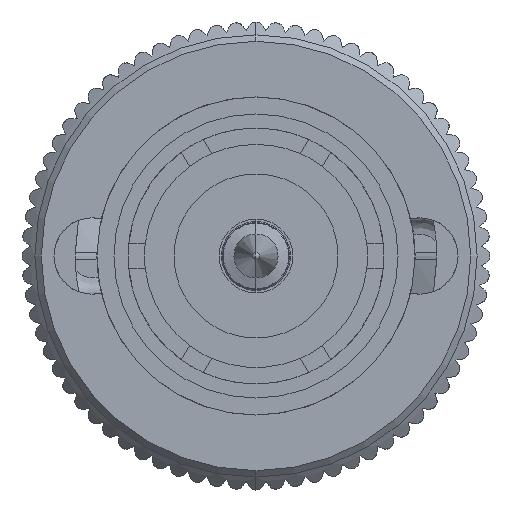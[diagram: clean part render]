
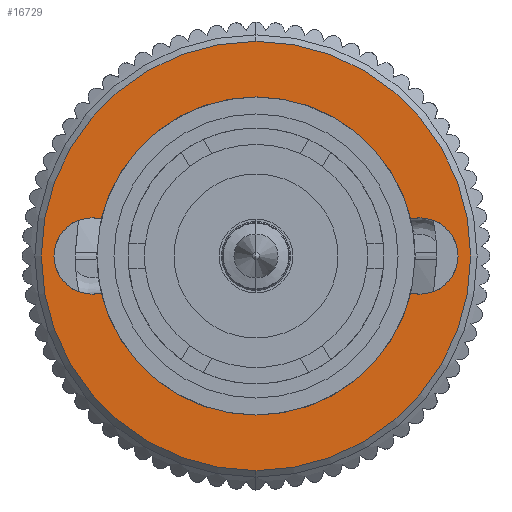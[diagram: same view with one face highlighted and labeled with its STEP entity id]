
A CAD part, left-side view. The second image highlights one B-rep face of the part: STEP entity #16729.
In plain terms, the highlighted face is planar.
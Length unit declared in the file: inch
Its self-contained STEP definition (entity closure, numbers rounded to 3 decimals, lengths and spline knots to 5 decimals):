
#303 = AXIS2_PLACEMENT_3D ( 'NONE', #16078, #2879, #4022 ) ;
#394 = CIRCLE ( 'NONE', #16422, 0.194 ) ;
#671 = CARTESIAN_POINT ( 'NONE',  ( 0., 0., 0. ) ) ;
#683 = CIRCLE ( 'NONE', #7403, 0.194 ) ;
#764 = EDGE_LOOP ( 'NONE', ( #10356, #8045, #7944, #11934, #4691, #12400, #13275, #14214, #17208, #15455 ) ) ;
#892 = AXIS2_PLACEMENT_3D ( 'NONE', #10109, #17410, #12866 ) ;
#1213 = PLANE ( 'NONE',  #892 ) ;
#1378 = CARTESIAN_POINT ( 'NONE',  ( 0., -0.2, 0. ) ) ;
#1383 = FACE_BOUND ( 'NONE', #764, .T. ) ;
#1714 = CIRCLE ( 'NONE', #303, 0.0465 ) ;
#2019 = DIRECTION ( 'NONE',  ( 1., 0., 0. ) ) ;
#2087 = CARTESIAN_POINT ( 'NONE',  ( 0.26181, 0., 0. ) ) ;
#2186 = DIRECTION ( 'NONE',  ( 0., 0., 1. ) ) ;
#2190 = VERTEX_POINT ( 'NONE', #12916 ) ;
#2339 = CARTESIAN_POINT ( 'NONE',  ( 0., 0., 0. ) ) ;
#2762 = VERTEX_POINT ( 'NONE', #8610 ) ;
#2790 = DIRECTION ( 'NONE',  ( 0., 0., 1. ) ) ;
#2879 = DIRECTION ( 'NONE',  ( 0., 0., 1. ) ) ;
#2902 = DIRECTION ( 'NONE',  ( 0., 0., 1. ) ) ;
#2920 = AXIS2_PLACEMENT_3D ( 'NONE', #1378, #2790, #5573 ) ;
#2938 = CIRCLE ( 'NONE', #9371, 0.0465 ) ;
#3257 = CARTESIAN_POINT ( 'NONE',  ( -0.0465, 0.2, 0. ) ) ;
#3398 = DIRECTION ( 'NONE',  ( 0., 0., 1. ) ) ;
#3441 = FACE_OUTER_BOUND ( 'NONE', #10497, .T. ) ;
#3574 = EDGE_CURVE ( 'NONE', #16743, #15119, #9627, .T. ) ;
#3602 = DIRECTION ( 'NONE',  ( 1., 0., 0. ) ) ;
#3703 = AXIS2_PLACEMENT_3D ( 'NONE', #671, #3398, #6179 ) ;
#3850 = EDGE_CURVE ( 'NONE', #10406, #10645, #5150, .T. ) ;
#4022 = DIRECTION ( 'NONE',  ( -1., 0., 0. ) ) ;
#4104 = CARTESIAN_POINT ( 'NONE',  ( 0., 0.2, 0. ) ) ;
#4360 = DIRECTION ( 'NONE',  ( 0., 0., 1. ) ) ;
#4430 = EDGE_CURVE ( 'NONE', #12891, #2762, #2938, .T. ) ;
#4691 = ORIENTED_EDGE ( 'NONE', *, *, #16965, .F. ) ;
#4808 = CARTESIAN_POINT ( 'NONE',  ( 0., 0., 0. ) ) ;
#4819 = EDGE_CURVE ( 'NONE', #15690, #2190, #1714, .T. ) ;
#5150 = CIRCLE ( 'NONE', #16415, 0.26181 ) ;
#5299 = CARTESIAN_POINT ( 'NONE',  ( -0.0451, -0.18868, 0. ) ) ;
#5573 = DIRECTION ( 'NONE',  ( 1., 0., 0. ) ) ;
#6155 = DIRECTION ( 'NONE',  ( 1., 0., 0. ) ) ;
#6179 = DIRECTION ( 'NONE',  ( 1., 0., 0. ) ) ;
#6257 = CIRCLE ( 'NONE', #7099, 0.0465 ) ;
#6983 = CARTESIAN_POINT ( 'NONE',  ( 0., 0.2, 0. ) ) ;
#7074 = EDGE_CURVE ( 'NONE', #9337, #13146, #683, .T. ) ;
#7099 = AXIS2_PLACEMENT_3D ( 'NONE', #15889, #15974, #13242 ) ;
#7403 = AXIS2_PLACEMENT_3D ( 'NONE', #2339, #8686, #2019 ) ;
#7467 = DIRECTION ( 'NONE',  ( 0., 0., 1. ) ) ;
#7545 = VERTEX_POINT ( 'NONE', #10376 ) ;
#7682 = DIRECTION ( 'NONE',  ( 0., 0., 1. ) ) ;
#7783 = ORIENTED_EDGE ( 'NONE', *, *, #9150, .T. ) ;
#7876 = CARTESIAN_POINT ( 'NONE',  ( 0.0451, -0.18868, 0. ) ) ;
#7904 = CIRCLE ( 'NONE', #3703, 0.194 ) ;
#7944 = ORIENTED_EDGE ( 'NONE', *, *, #16904, .F. ) ;
#7995 = DIRECTION ( 'NONE',  ( 1., 0., 0. ) ) ;
#8045 = ORIENTED_EDGE ( 'NONE', *, *, #4819, .F. ) ;
#8174 = CIRCLE ( 'NONE', #11846, 0.0465 ) ;
#8395 = DIRECTION ( 'NONE',  ( -1., 0., 0. ) ) ;
#8610 = CARTESIAN_POINT ( 'NONE',  ( 0.0465, 0.2, 0. ) ) ;
#8686 = DIRECTION ( 'NONE',  ( 0., 0., 1. ) ) ;
#8807 = DIRECTION ( 'NONE',  ( 0., 0., 1. ) ) ;
#8915 = CARTESIAN_POINT ( 'NONE',  ( 0.0465, -0.2, 0. ) ) ;
#8986 = CARTESIAN_POINT ( 'NONE',  ( 0., 0., 0. ) ) ;
#9150 = EDGE_CURVE ( 'NONE', #10645, #10406, #10186, .T. ) ;
#9337 = VERTEX_POINT ( 'NONE', #17412 ) ;
#9371 = AXIS2_PLACEMENT_3D ( 'NONE', #4104, #10793, #16170 ) ;
#9470 = CARTESIAN_POINT ( 'NONE',  ( -0.26181, 0., 0. ) ) ;
#9606 = VERTEX_POINT ( 'NONE', #8915 ) ;
#9627 = CIRCLE ( 'NONE', #11889, 0.194 ) ;
#9690 = EDGE_CURVE ( 'NONE', #9606, #16743, #6257, .T. ) ;
#10109 = CARTESIAN_POINT ( 'NONE',  ( 0.26181, 0., 0. ) ) ;
#10186 = CIRCLE ( 'NONE', #10479, 0.26181 ) ;
#10195 = CARTESIAN_POINT ( 'NONE',  ( 0., 0., 0. ) ) ;
#10356 = ORIENTED_EDGE ( 'NONE', *, *, #16378, .F. ) ;
#10376 = CARTESIAN_POINT ( 'NONE',  ( -0.0465, -0.2, 0. ) ) ;
#10406 = VERTEX_POINT ( 'NONE', #9470 ) ;
#10479 = AXIS2_PLACEMENT_3D ( 'NONE', #4808, #2186, #3602 ) ;
#10497 = EDGE_LOOP ( 'NONE', ( #10599, #7783 ) ) ;
#10599 = ORIENTED_EDGE ( 'NONE', *, *, #3850, .T. ) ;
#10645 = VERTEX_POINT ( 'NONE', #2087 ) ;
#10793 = DIRECTION ( 'NONE',  ( 0., 0., 1. ) ) ;
#11065 = CARTESIAN_POINT ( 'NONE',  ( 0., -0.2, 0. ) ) ;
#11169 = CARTESIAN_POINT ( 'NONE',  ( 0.194, 0., 0. ) ) ;
#11846 = AXIS2_PLACEMENT_3D ( 'NONE', #6983, #4360, #8395 ) ;
#11889 = AXIS2_PLACEMENT_3D ( 'NONE', #8986, #7682, #13065 ) ;
#11934 = ORIENTED_EDGE ( 'NONE', *, *, #4430, .F. ) ;
#12400 = ORIENTED_EDGE ( 'NONE', *, *, #3574, .F. ) ;
#12467 = EDGE_CURVE ( 'NONE', #7545, #9606, #15342, .T. ) ;
#12866 = DIRECTION ( 'NONE',  ( 1., 0., 0. ) ) ;
#12891 = VERTEX_POINT ( 'NONE', #13359 ) ;
#12916 = CARTESIAN_POINT ( 'NONE',  ( -0.0451, 0.18868, 0. ) ) ;
#13065 = DIRECTION ( 'NONE',  ( 1., 0., 0. ) ) ;
#13146 = VERTEX_POINT ( 'NONE', #5299 ) ;
#13242 = DIRECTION ( 'NONE',  ( 1., 0., 0. ) ) ;
#13275 = ORIENTED_EDGE ( 'NONE', *, *, #9690, .F. ) ;
#13359 = CARTESIAN_POINT ( 'NONE',  ( 0.0451, 0.18868, 0. ) ) ;
#14214 = ORIENTED_EDGE ( 'NONE', *, *, #12467, .F. ) ;
#14800 = AXIS2_PLACEMENT_3D ( 'NONE', #11065, #2902, #7995 ) ;
#15119 = VERTEX_POINT ( 'NONE', #11169 ) ;
#15342 = CIRCLE ( 'NONE', #14800, 0.0465 ) ;
#15455 = ORIENTED_EDGE ( 'NONE', *, *, #7074, .F. ) ;
#15583 = DIRECTION ( 'NONE',  ( 1., 0., 0. ) ) ;
#15690 = VERTEX_POINT ( 'NONE', #3257 ) ;
#15884 = EDGE_CURVE ( 'NONE', #13146, #7545, #16126, .T. ) ;
#15889 = CARTESIAN_POINT ( 'NONE',  ( 0., -0.2, 0. ) ) ;
#15948 = CARTESIAN_POINT ( 'NONE',  ( 0., 0., 0. ) ) ;
#15974 = DIRECTION ( 'NONE',  ( 0., 0., 1. ) ) ;
#16078 = CARTESIAN_POINT ( 'NONE',  ( 0., 0.2, 0. ) ) ;
#16126 = CIRCLE ( 'NONE', #2920, 0.0465 ) ;
#16170 = DIRECTION ( 'NONE',  ( -1., 0., 0. ) ) ;
#16378 = EDGE_CURVE ( 'NONE', #2190, #9337, #394, .T. ) ;
#16415 = AXIS2_PLACEMENT_3D ( 'NONE', #10195, #7467, #15583 ) ;
#16422 = AXIS2_PLACEMENT_3D ( 'NONE', #15948, #8807, #6155 ) ;
#16729 = ADVANCED_FACE ( 'NONE', ( #1383, #3441 ), #1213, .T. ) ;
#16743 = VERTEX_POINT ( 'NONE', #7876 ) ;
#16904 = EDGE_CURVE ( 'NONE', #2762, #15690, #8174, .T. ) ;
#16965 = EDGE_CURVE ( 'NONE', #15119, #12891, #7904, .T. ) ;
#17208 = ORIENTED_EDGE ( 'NONE', *, *, #15884, .F. ) ;
#17410 = DIRECTION ( 'NONE',  ( 0., 0., 1. ) ) ;
#17412 = CARTESIAN_POINT ( 'NONE',  ( -0.194, 0., 0. ) ) ;
